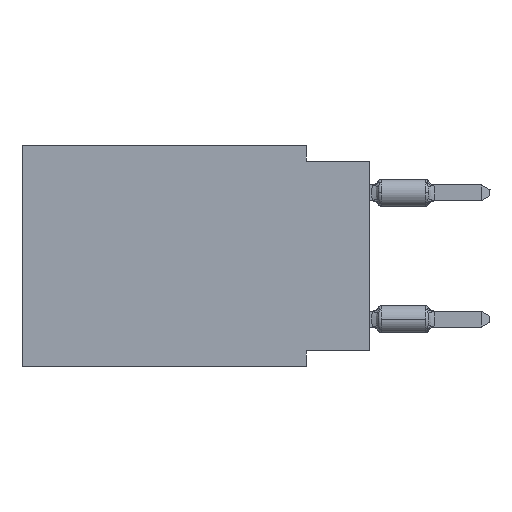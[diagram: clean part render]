
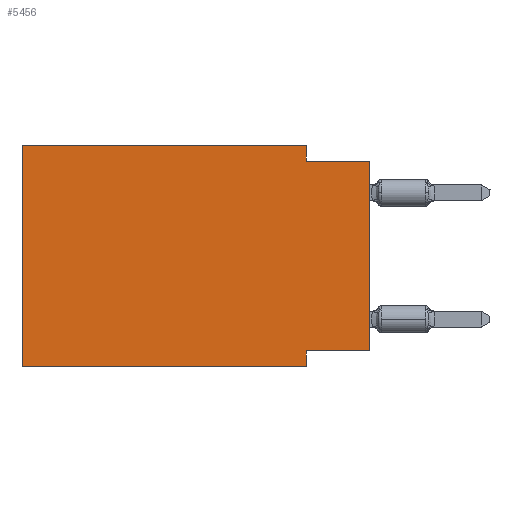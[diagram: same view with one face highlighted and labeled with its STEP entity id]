
A CAD part, left-side view. The second image highlights one B-rep face of the part: STEP entity #5456.
In plain terms, the highlighted planar face has unit normal (-1, 0, 0).
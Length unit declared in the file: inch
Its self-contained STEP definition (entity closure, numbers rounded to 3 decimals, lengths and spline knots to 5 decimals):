
#609 = DIRECTION ( 'NONE',  ( 0., 0., 1. ) ) ;
#1772 = VECTOR ( 'NONE', #18834, 39.37008 ) ;
#2842 = ORIENTED_EDGE ( 'NONE', *, *, #54717, .T. ) ;
#3590 = ORIENTED_EDGE ( 'NONE', *, *, #25908, .F. ) ;
#4025 = EDGE_CURVE ( 'NONE', #7259, #49784, #4947, .T. ) ;
#4344 = EDGE_CURVE ( 'NONE', #16379, #49784, #59664, .T. ) ;
#4594 = DIRECTION ( 'NONE',  ( 0., -1., 0. ) ) ;
#4947 = LINE ( 'NONE', #9501, #20187 ) ;
#5456 = ADVANCED_FACE ( 'NONE', ( #53953 ), #12480, .F. ) ;
#7259 = VERTEX_POINT ( 'NONE', #24125 ) ;
#7941 = DIRECTION ( 'NONE',  ( 0., 0., -1. ) ) ;
#8541 = DIRECTION ( 'NONE',  ( 0., -1., 0. ) ) ;
#8765 = AXIS2_PLACEMENT_3D ( 'NONE', #30941, #54849, #7941 ) ;
#8792 = ORIENTED_EDGE ( 'NONE', *, *, #4344, .T. ) ;
#8835 = CARTESIAN_POINT ( 'NONE',  ( 0., 0., 0. ) ) ;
#9501 = CARTESIAN_POINT ( 'NONE',  ( 0., 0., -0.025 ) ) ;
#12480 = PLANE ( 'NONE',  #8765 ) ;
#12663 = VERTEX_POINT ( 'NONE', #45672 ) ;
#13428 = DIRECTION ( 'NONE',  ( 0., -1., 0. ) ) ;
#14296 = LINE ( 'NONE', #14867, #1772 ) ;
#14469 = CARTESIAN_POINT ( 'NONE',  ( 0., 0.55, 0. ) ) ;
#14867 = CARTESIAN_POINT ( 'NONE',  ( 0., 0.1, 0. ) ) ;
#15435 = CARTESIAN_POINT ( 'NONE',  ( 0., 0., -0.025 ) ) ;
#16379 = VERTEX_POINT ( 'NONE', #58418 ) ;
#16461 = ORIENTED_EDGE ( 'NONE', *, *, #35784, .F. ) ;
#18407 = VERTEX_POINT ( 'NONE', #52556 ) ;
#18834 = DIRECTION ( 'NONE',  ( 0., 0., -1. ) ) ;
#20186 = LINE ( 'NONE', #38652, #47584 ) ;
#20187 = VECTOR ( 'NONE', #13428, 39.37008 ) ;
#20188 = CARTESIAN_POINT ( 'NONE',  ( 0., 0.1, -0.325 ) ) ;
#20229 = VECTOR ( 'NONE', #52007, 39.37008 ) ;
#21159 = ORIENTED_EDGE ( 'NONE', *, *, #4025, .F. ) ;
#23357 = LINE ( 'NONE', #46088, #34826 ) ;
#23939 = CARTESIAN_POINT ( 'NONE',  ( 0., 0.55, 0. ) ) ;
#24125 = CARTESIAN_POINT ( 'NONE',  ( 0., 0.1, -0.025 ) ) ;
#25908 = EDGE_CURVE ( 'NONE', #12663, #48969, #33510, .T. ) ;
#29486 = DIRECTION ( 'NONE',  ( 0., 0., -1. ) ) ;
#30369 = ORIENTED_EDGE ( 'NONE', *, *, #50461, .F. ) ;
#30941 = CARTESIAN_POINT ( 'NONE',  ( 0., 0.55, 0. ) ) ;
#31397 = EDGE_CURVE ( 'NONE', #48969, #49871, #42424, .T. ) ;
#31699 = ORIENTED_EDGE ( 'NONE', *, *, #47658, .F. ) ;
#33510 = LINE ( 'NONE', #14469, #20229 ) ;
#34826 = VECTOR ( 'NONE', #8541, 39.37008 ) ;
#35784 = EDGE_CURVE ( 'NONE', #16379, #49162, #20186, .T. ) ;
#38652 = CARTESIAN_POINT ( 'NONE',  ( 0., 0., -0.325 ) ) ;
#40449 = DIRECTION ( 'NONE',  ( 0., 1., 0. ) ) ;
#42424 = LINE ( 'NONE', #23939, #58934 ) ;
#43063 = VECTOR ( 'NONE', #29486, 39.37008 ) ;
#44743 = EDGE_LOOP ( 'NONE', ( #8792, #21159, #30369, #56332, #3590, #2842, #31699, #16461 ) ) ;
#45672 = CARTESIAN_POINT ( 'NONE',  ( 0., 0.55, -0.35 ) ) ;
#46088 = CARTESIAN_POINT ( 'NONE',  ( 0., 0.55, -0.35 ) ) ;
#46864 = CARTESIAN_POINT ( 'NONE',  ( 0., 0.55, 0. ) ) ;
#47256 = CARTESIAN_POINT ( 'NONE',  ( 0., 0.1, 0. ) ) ;
#47584 = VECTOR ( 'NONE', #40449, 39.37008 ) ;
#47658 = EDGE_CURVE ( 'NONE', #49162, #18407, #50454, .T. ) ;
#48969 = VERTEX_POINT ( 'NONE', #46864 ) ;
#49162 = VERTEX_POINT ( 'NONE', #20188 ) ;
#49784 = VERTEX_POINT ( 'NONE', #15435 ) ;
#49871 = VERTEX_POINT ( 'NONE', #47256 ) ;
#50454 = LINE ( 'NONE', #56752, #43063 ) ;
#50461 = EDGE_CURVE ( 'NONE', #49871, #7259, #14296, .T. ) ;
#52007 = DIRECTION ( 'NONE',  ( 0., 0., 1. ) ) ;
#52556 = CARTESIAN_POINT ( 'NONE',  ( 0., 0.1, -0.35 ) ) ;
#53145 = VECTOR ( 'NONE', #609, 39.37008 ) ;
#53953 = FACE_OUTER_BOUND ( 'NONE', #44743, .T. ) ;
#54717 = EDGE_CURVE ( 'NONE', #12663, #18407, #23357, .T. ) ;
#54849 = DIRECTION ( 'NONE',  ( 1., 0., 0. ) ) ;
#56332 = ORIENTED_EDGE ( 'NONE', *, *, #31397, .F. ) ;
#56752 = CARTESIAN_POINT ( 'NONE',  ( 0., 0.1, -0.35 ) ) ;
#58418 = CARTESIAN_POINT ( 'NONE',  ( 0., 0., -0.325 ) ) ;
#58934 = VECTOR ( 'NONE', #4594, 39.37008 ) ;
#59664 = LINE ( 'NONE', #8835, #53145 ) ;
